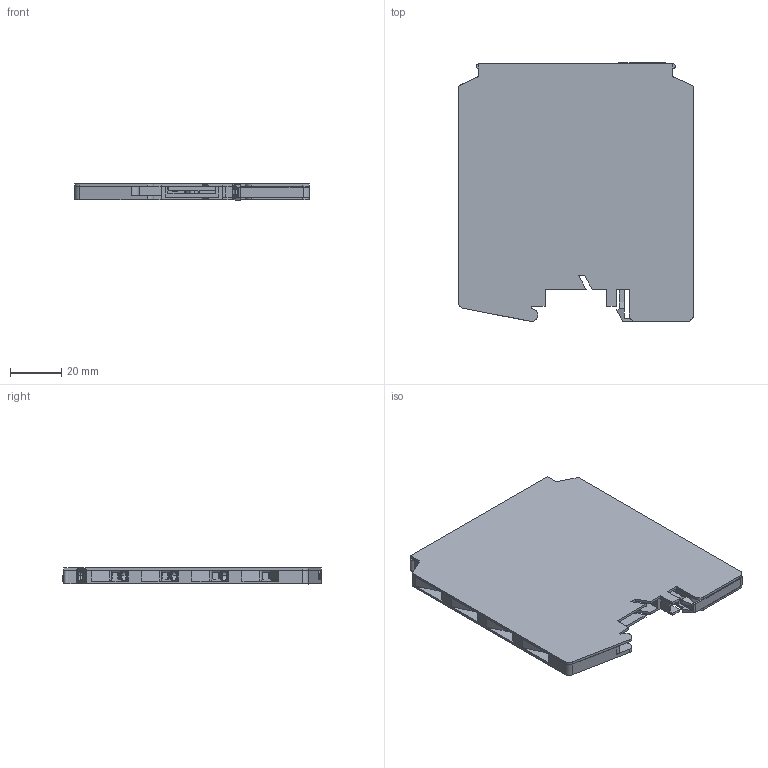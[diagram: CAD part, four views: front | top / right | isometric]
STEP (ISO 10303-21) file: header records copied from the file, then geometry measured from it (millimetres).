
FILE_DESCRIPTION (( 'STEP AP203' ), '1' );
FILE_NAME ('GX.STEP', '2018-08-07T12:19:37', ( '' ), ( '' ), 'SwSTEP 2.0', 'SolidWorks 2013', '' );
FILE_SCHEMA (( 'CONFIG_CONTROL_DESIGN' ));
Length unit declared in the file: millimetre
Products named in the file (4): GX-Deckel; GX; GX-Unterteil; GX-Fuss
Assembly tree (3 placements, depth 2):
  GX
    GX-Unterteil
    GX-Fuss
    GX-Deckel
Bounding box: 92.1 x 101.5 x 6.3 mm (x, y, z)
Volume: 21453.3 mm3; surface area: 44767.7 mm2
Topology: 3 solids, 3 shells, 1076 faces, 2976 edges, 1966 vertices
Faces by surface type: plane 813, cylinder 199, bspline 64
Entity records: 37402 total; most frequent: CARTESIAN_POINT 9448, ORIENTED_EDGE 5952, DIRECTION 5296, EDGE_CURVE 2976, VECTOR 2404, LINE 2404, VERTEX_POINT 1966, AXIS2_PLACEMENT_3D 1446
